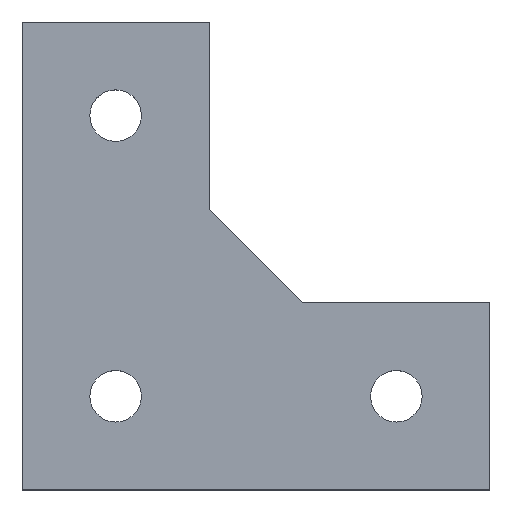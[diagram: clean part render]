
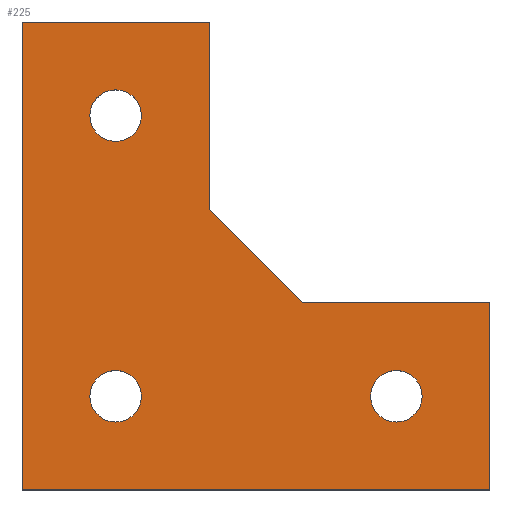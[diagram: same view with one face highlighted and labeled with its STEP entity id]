
A CAD part, top view. The second image highlights one B-rep face of the part: STEP entity #225.
In plain terms, the highlighted planar face has unit normal (0, 0, 1).
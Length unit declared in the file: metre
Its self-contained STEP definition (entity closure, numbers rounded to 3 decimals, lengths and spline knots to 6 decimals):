
#12=CIRCLE('',#247,0.00275);
#14=CIRCLE('',#250,0.00275);
#16=CIRCLE('',#254,0.00275);
#55=ORIENTED_EDGE('',*,*,#77,.F.);
#56=ORIENTED_EDGE('',*,*,#81,.F.);
#57=ORIENTED_EDGE('',*,*,#84,.F.);
#58=ORIENTED_EDGE('',*,*,#87,.F.);
#59=ORIENTED_EDGE('',*,*,#90,.F.);
#60=ORIENTED_EDGE('',*,*,#93,.F.);
#61=ORIENTED_EDGE('',*,*,#99,.F.);
#62=ORIENTED_EDGE('',*,*,#96,.F.);
#63=ORIENTED_EDGE('',*,*,#94,.F.);
#64=ORIENTED_EDGE('',*,*,#100,.F.);
#77=EDGE_CURVE('',#104,#105,#124,.T.);
#81=EDGE_CURVE('',#107,#104,#128,.T.);
#84=EDGE_CURVE('',#109,#107,#131,.T.);
#87=EDGE_CURVE('',#111,#109,#134,.T.);
#90=EDGE_CURVE('',#113,#111,#137,.T.);
#93=EDGE_CURVE('',#115,#113,#140,.T.);
#94=EDGE_CURVE('',#116,#116,#12,.T.);
#96=EDGE_CURVE('',#118,#118,#14,.T.);
#99=EDGE_CURVE('',#105,#115,#142,.T.);
#100=EDGE_CURVE('',#120,#120,#16,.T.);
#104=VERTEX_POINT('',#323);
#105=VERTEX_POINT('',#325);
#107=VERTEX_POINT('',#331);
#109=VERTEX_POINT('',#337);
#111=VERTEX_POINT('',#343);
#113=VERTEX_POINT('',#349);
#115=VERTEX_POINT('',#355);
#116=VERTEX_POINT('',#359);
#118=VERTEX_POINT('',#364);
#120=VERTEX_POINT('',#372);
#124=LINE('',#324,#145);
#128=LINE('',#332,#149);
#131=LINE('',#338,#152);
#134=LINE('',#344,#155);
#137=LINE('',#350,#158);
#140=LINE('',#356,#161);
#142=LINE('',#369,#163);
#145=VECTOR('',#264,1.);
#149=VECTOR('',#270,1.);
#152=VECTOR('',#275,1.);
#155=VECTOR('',#280,1.);
#158=VECTOR('',#285,1.);
#161=VECTOR('',#290,1.);
#163=VECTOR('',#306,1.);
#177=EDGE_LOOP('',(#55,#56,#57,#58,#59,#60,#61));
#178=EDGE_LOOP('',(#62));
#179=EDGE_LOOP('',(#63));
#180=EDGE_LOOP('',(#64));
#198=FACE_BOUND('',#177,.T.);
#199=FACE_BOUND('',#178,.T.);
#200=FACE_BOUND('',#179,.T.);
#201=FACE_BOUND('',#180,.T.);
#213=PLANE('',#256);
#225=ADVANCED_FACE('',(#198,#199,#200,#201),#213,.T.);
#247=AXIS2_PLACEMENT_3D('',#358,#293,#294);
#250=AXIS2_PLACEMENT_3D('',#363,#299,#300);
#254=AXIS2_PLACEMENT_3D('',#371,#309,#310);
#256=AXIS2_PLACEMENT_3D('',#375,#313,#314);
#264=DIRECTION('',(0.,1.,0.));
#270=DIRECTION('',(-1.,0.,0.));
#275=DIRECTION('',(0.,-1.,0.));
#280=DIRECTION('',(1.,0.,0.));
#285=DIRECTION('',(0.707,-0.707,0.));
#290=DIRECTION('',(0.,-1.,0.));
#293=DIRECTION('',(0.,0.,1.));
#294=DIRECTION('',(1.,0.,0.));
#299=DIRECTION('',(0.,0.,1.));
#300=DIRECTION('',(1.,0.,0.));
#306=DIRECTION('',(1.,0.,0.));
#309=DIRECTION('',(0.,0.,1.));
#310=DIRECTION('',(1.,0.,0.));
#313=DIRECTION('',(0.,0.,1.));
#314=DIRECTION('',(1.,0.,0.));
#323=CARTESIAN_POINT('',(0.,0.,0.005));
#324=CARTESIAN_POINT('',(0.,0.025,0.005));
#325=CARTESIAN_POINT('',(0.,0.05,0.005));
#331=CARTESIAN_POINT('',(0.05,0.,0.005));
#332=CARTESIAN_POINT('',(0.025,0.,0.005));
#337=CARTESIAN_POINT('',(0.05,0.02,0.005));
#338=CARTESIAN_POINT('',(0.05,0.01,0.005));
#343=CARTESIAN_POINT('',(0.03,0.02,0.005));
#344=CARTESIAN_POINT('',(0.04,0.02,0.005));
#349=CARTESIAN_POINT('',(0.02,0.03,0.005));
#350=CARTESIAN_POINT('',(0.025,0.025,0.005));
#355=CARTESIAN_POINT('',(0.02,0.05,0.005));
#356=CARTESIAN_POINT('',(0.02,0.04,0.005));
#358=CARTESIAN_POINT('',(0.01,0.04,0.005));
#359=CARTESIAN_POINT('',(0.01275,0.04,0.005));
#363=CARTESIAN_POINT('',(0.01,0.01,0.005));
#364=CARTESIAN_POINT('',(0.01275,0.01,0.005));
#369=CARTESIAN_POINT('',(0.01,0.05,0.005));
#371=CARTESIAN_POINT('',(0.04,0.01,0.005));
#372=CARTESIAN_POINT('',(0.04275,0.01,0.005));
#375=CARTESIAN_POINT('',(0.025,0.025,0.005));
